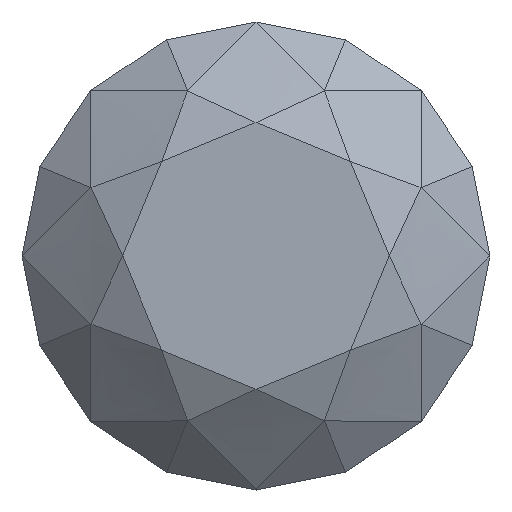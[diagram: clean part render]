
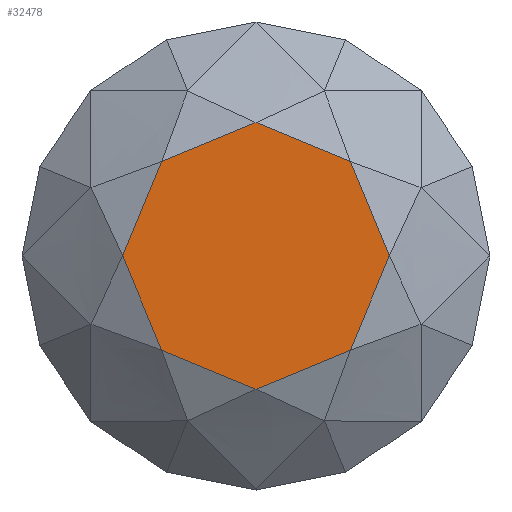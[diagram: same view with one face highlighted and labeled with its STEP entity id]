
A CAD part, top view. The second image highlights one B-rep face of the part: STEP entity #32478.
In plain terms, the highlighted free-form (B-spline) face has degree [1, 1] with [2, 2] control points.
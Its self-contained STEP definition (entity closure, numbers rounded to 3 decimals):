
#236 = VERTEX_POINT('',#237);
#237 = CARTESIAN_POINT('',(13.07,13.07,
    15.047));
#2028 = EDGE_CURVE('',#2029,#236,#2031,.T.);
#2029 = VERTEX_POINT('',#2030);
#2030 = CARTESIAN_POINT('',(0.,18.484,
    15.047));
#2031 = B_SPLINE_CURVE_WITH_KNOTS('',1,(#2032,#2033),.UNSPECIFIED.,.F.,
  .F.,(2,2),(0.,10.906),.PIECEWISE_BEZIER_KNOTS.);
#2032 = CARTESIAN_POINT('',(0.,18.484,
    15.047));
#2033 = CARTESIAN_POINT('',(13.07,13.07,
    15.047));
#3737 = EDGE_CURVE('',#3738,#2029,#3740,.T.);
#3738 = VERTEX_POINT('',#3739);
#3739 = CARTESIAN_POINT('',(-13.07,13.07,
    15.047));
#3740 = B_SPLINE_CURVE_WITH_KNOTS('',1,(#3741,#3742),.UNSPECIFIED.,.F.,
  .F.,(2,2),(0.,10.906),.PIECEWISE_BEZIER_KNOTS.);
#3741 = CARTESIAN_POINT('',(-13.07,13.07,
    15.047));
#3742 = CARTESIAN_POINT('',(0.,18.484,
    15.047));
#12888 = VERTEX_POINT('',#12889);
#12889 = CARTESIAN_POINT('',(13.07,-13.07,
    15.047));
#12903 = VERTEX_POINT('',#12904);
#12904 = CARTESIAN_POINT('',(18.484,0.,
    15.047));
#12917 = EDGE_CURVE('',#12903,#12888,#12918,.T.);
#12918 = B_SPLINE_CURVE_WITH_KNOTS('',1,(#12919,#12920),.UNSPECIFIED.,
  .F.,.F.,(2,2),(0.,10.906),.PIECEWISE_BEZIER_KNOTS.);
#12919 = CARTESIAN_POINT('',(18.484,0.,
    15.047));
#12920 = CARTESIAN_POINT('',(13.07,-13.07,
    15.047));
#14588 = EDGE_CURVE('',#236,#12903,#14589,.T.);
#14589 = B_SPLINE_CURVE_WITH_KNOTS('',1,(#14590,#14591),.UNSPECIFIED.,
  .F.,.F.,(2,2),(0.,10.906),.PIECEWISE_BEZIER_KNOTS.);
#14590 = CARTESIAN_POINT('',(13.07,13.07,
    15.047));
#14591 = CARTESIAN_POINT('',(18.484,0.,
    15.047));
#14705 = EDGE_CURVE('',#14706,#3738,#14708,.T.);
#14706 = VERTEX_POINT('',#14707);
#14707 = CARTESIAN_POINT('',(-18.484,0.,
    15.047));
#14708 = B_SPLINE_CURVE_WITH_KNOTS('',1,(#14709,#14710),.UNSPECIFIED.,
  .F.,.F.,(2,2),(0.,10.906),.PIECEWISE_BEZIER_KNOTS.);
#14709 = CARTESIAN_POINT('',(-18.484,0.,
    15.047));
#14710 = CARTESIAN_POINT('',(-13.07,13.07,
    15.047));
#32478 = ADVANCED_FACE('',(#32479),#32505,.F.);
#32479 = FACE_BOUND('',#32480,.T.);
#32480 = EDGE_LOOP('',(#32481,#32488,#32495,#32500,#32501,#32502,#32503,
    #32504));
#32481 = ORIENTED_EDGE('',*,*,#32482,.F.);
#32482 = EDGE_CURVE('',#32483,#14706,#32485,.T.);
#32483 = VERTEX_POINT('',#32484);
#32484 = CARTESIAN_POINT('',(-13.07,-13.07,
    15.047));
#32485 = B_SPLINE_CURVE_WITH_KNOTS('',1,(#32486,#32487),.UNSPECIFIED.,
  .F.,.F.,(2,2),(0.,10.906),.PIECEWISE_BEZIER_KNOTS.);
#32486 = CARTESIAN_POINT('',(-13.07,-13.07,
    15.047));
#32487 = CARTESIAN_POINT('',(-18.484,0.,
    15.047));
#32488 = ORIENTED_EDGE('',*,*,#32489,.F.);
#32489 = EDGE_CURVE('',#32490,#32483,#32492,.T.);
#32490 = VERTEX_POINT('',#32491);
#32491 = CARTESIAN_POINT('',(0.,-18.484,
    15.047));
#32492 = B_SPLINE_CURVE_WITH_KNOTS('',1,(#32493,#32494),.UNSPECIFIED.,
  .F.,.F.,(2,2),(0.,10.906),.PIECEWISE_BEZIER_KNOTS.);
#32493 = CARTESIAN_POINT('',(0.,-18.484,
    15.047));
#32494 = CARTESIAN_POINT('',(-13.07,-13.07,
    15.047));
#32495 = ORIENTED_EDGE('',*,*,#32496,.F.);
#32496 = EDGE_CURVE('',#12888,#32490,#32497,.T.);
#32497 = B_SPLINE_CURVE_WITH_KNOTS('',1,(#32498,#32499),.UNSPECIFIED.,
  .F.,.F.,(2,2),(0.,10.906),.PIECEWISE_BEZIER_KNOTS.);
#32498 = CARTESIAN_POINT('',(13.07,-13.07,
    15.047));
#32499 = CARTESIAN_POINT('',(0.,-18.484,
    15.047));
#32500 = ORIENTED_EDGE('',*,*,#12917,.F.);
#32501 = ORIENTED_EDGE('',*,*,#14588,.F.);
#32502 = ORIENTED_EDGE('',*,*,#2028,.F.);
#32503 = ORIENTED_EDGE('',*,*,#3737,.F.);
#32504 = ORIENTED_EDGE('',*,*,#14705,.F.);
#32505 = B_SPLINE_SURFACE_WITH_KNOTS('',1,1,(
    (#32506,#32507)
    ,(#32508,#32509
    )),.UNSPECIFIED.,.F.,.F.,.F.,(2,2),(2,2),(-14.25,14.25),(-14.25,
    14.25),.PIECEWISE_BEZIER_KNOTS.);
#32506 = CARTESIAN_POINT('',(18.484,-18.484,
    15.047));
#32507 = CARTESIAN_POINT('',(18.484,18.484,
    15.047));
#32508 = CARTESIAN_POINT('',(-18.484,-18.484,
    15.047));
#32509 = CARTESIAN_POINT('',(-18.484,18.484,
    15.047));
